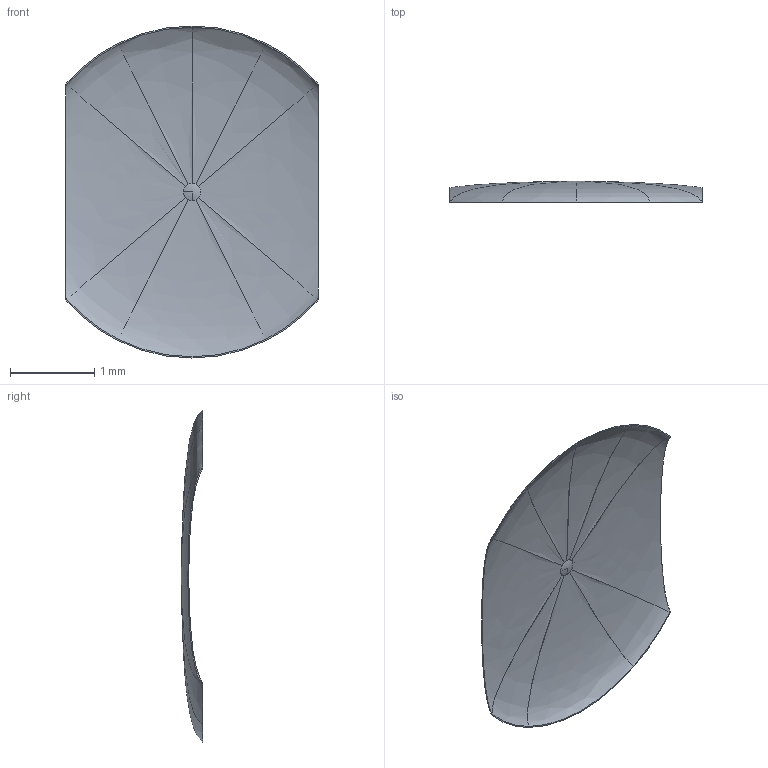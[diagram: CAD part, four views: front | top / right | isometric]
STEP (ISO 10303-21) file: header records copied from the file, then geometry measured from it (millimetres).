
FILE_DESCRIPTION(/* description */ (''),/* implementation_level */ '2;1');
FILE_NAME(/* name */ 'Metal_Dome_Oval_4mm.step',/* time_stamp */ '2020-02-03T23:39:10+01:00',/* author */ (''),/* organization */ (''),/* preprocessor_version */ 'ST-DEVELOPER v18',/* originating_system */ 'Autodesk Translation Framework v8.12.0.6',/* authorisation */ '');
FILE_SCHEMA (('AUTOMOTIVE_DESIGN { 1 0 10303 214 3 1 1 }'));
Length unit declared in the file: millimetre
Products named in the file (1): metal_dome
Bounding box: 3 x 0.26 x 3.95 mm (x, y, z)
Volume: 0.1 mm3; surface area: 21.8 mm2
Topology: 1 solids, 1 shells, 29 faces, 80 edges, 50 vertices
Faces by surface type: bspline 24, plane 5
Entity records: 1795 total; most frequent: CARTESIAN_POINT 1146, ORIENTED_EDGE 152, DIRECTION 104, EDGE_CURVE 76, VERTEX_POINT 50, AXIS2_PLACEMENT_3D 50, CIRCLE 44, EDGE_LOOP 30
